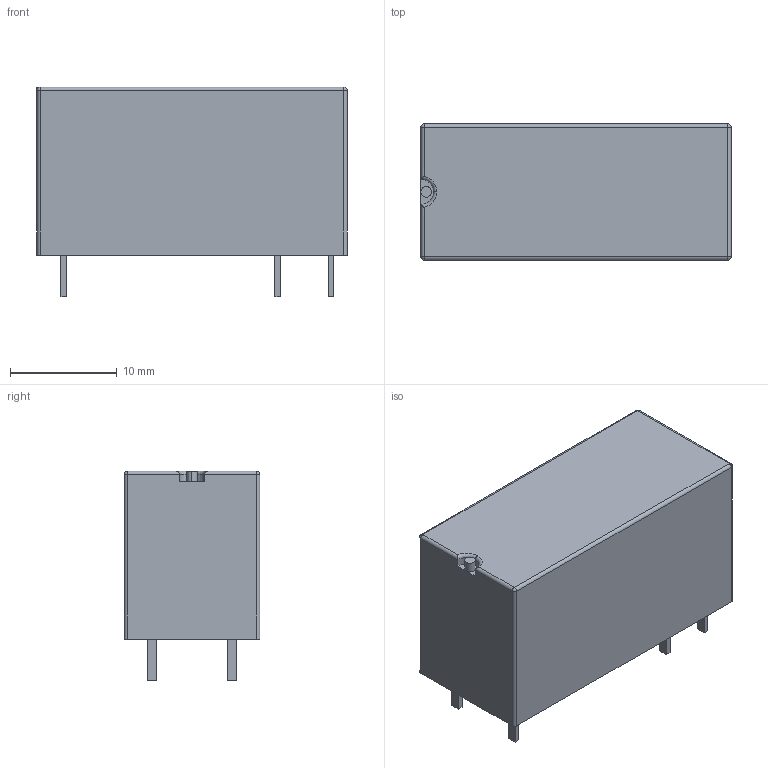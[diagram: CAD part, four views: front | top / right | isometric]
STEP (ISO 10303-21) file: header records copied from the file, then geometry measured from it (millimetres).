
FILE_DESCRIPTION (( 'STEP AP214' ), '1' );
FILE_NAME ('RM84-1Z.STEP', '2015-01-21T07:56:38', ( '' ), ( '' ), 'SwSTEP 2.0', 'SolidWorks 2012', '' );
FILE_SCHEMA (( 'AUTOMOTIVE_DESIGN' ));
Length unit declared in the file: millimetre
Products named in the file (1): RM84-1Z
Bounding box: 29 x 12.7 x 19.6 mm (x, y, z)
Volume: 5788.6 mm3; surface area: 2096.9 mm2
Topology: 1 solids, 1 shells, 57 faces, 134 edges, 81 vertices
Faces by surface type: plane 38, cylinder 13, sphere 4, torus 2
Entity records: 1619 total; most frequent: CARTESIAN_POINT 283, DIRECTION 271, ORIENTED_EDGE 260, EDGE_CURVE 130, LINE 101, VECTOR 101, AXIS2_PLACEMENT_3D 85, VERTEX_POINT 81
